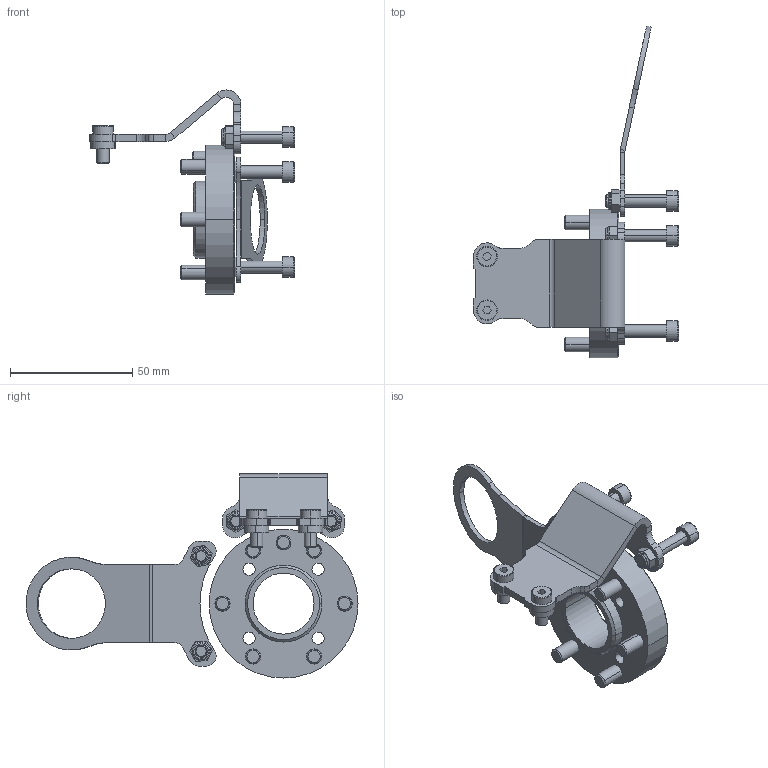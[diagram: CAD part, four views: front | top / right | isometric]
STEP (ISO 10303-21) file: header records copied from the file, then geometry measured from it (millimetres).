
FILE_DESCRIPTION (( 'STEP AP203' ), '1' );
FILE_NAME ('P0118.STEP', '2020-12-18T13:44:26', ( '' ), ( '' ), 'SwSTEP 2.0', 'SolidWorks 2019', '' );
FILE_SCHEMA (( 'CONFIG_CONTROL_DESIGN' ));
Length unit declared in the file: millimetre
Products named in the file (1): P0118
Bounding box: 84.07 x 136.02 x 83.63 mm (x, y, z)
Volume: 47991.8 mm3; surface area: 31820.9 mm2
Topology: 22 solids, 22 shells, 486 faces, 1103 edges, 692 vertices
Faces by surface type: plane 232, cylinder 172, cone 42, torus 40
Entity records: 13776 total; most frequent: DIRECTION 2571, CARTESIAN_POINT 2282, ORIENTED_EDGE 2206, EDGE_CURVE 1103, AXIS2_PLACEMENT_3D 981, VERTEX_POINT 692, VECTOR 609, LINE 609
